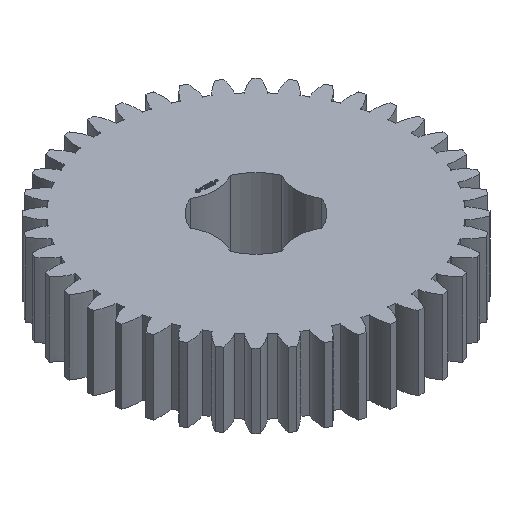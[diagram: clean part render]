
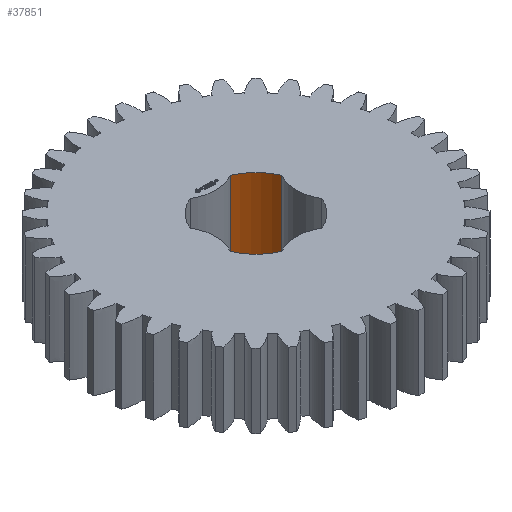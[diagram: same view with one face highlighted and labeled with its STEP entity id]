
A CAD part, isometric view. The second image highlights one B-rep face of the part: STEP entity #37851.
In plain terms, the highlighted cylindrical face has radius 6.35 mm (diameter 12.7 mm), a partial arc.
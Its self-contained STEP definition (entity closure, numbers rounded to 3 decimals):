
#93 = PLANE('',#94);
#94 = AXIS2_PLACEMENT_3D('',#95,#96,#97);
#95 = CARTESIAN_POINT('',(0.,0.,9.375)
  );
#96 = DIRECTION('',(0.,0.,1.));
#97 = DIRECTION('',(1.,0.,0.));
#168 = PLANE('',#169);
#169 = AXIS2_PLACEMENT_3D('',#170,#171,#172);
#170 = CARTESIAN_POINT('',(0.,0.,0.));
#171 = DIRECTION('',(0.,0.,1.));
#172 = DIRECTION('',(1.,0.,0.));
#11594 = VERTEX_POINT('',#11595);
#11595 = CARTESIAN_POINT('',(2.55,5.816,0.));
#11610 = CYLINDRICAL_SURFACE('',#11611,4.9);
#11611 = AXIS2_PLACEMENT_3D('',#11612,#11613,#11614);
#11612 = CARTESIAN_POINT('',(0.,10.,0.));
#11613 = DIRECTION('',(0.,-0.,-1.));
#11614 = DIRECTION('',(0.707,0.707,0.));
#11622 = EDGE_CURVE('',#11623,#11594,#11625,.T.);
#11623 = VERTEX_POINT('',#11624);
#11624 = CARTESIAN_POINT('',(5.816,2.55,0.));
#11625 = SURFACE_CURVE('',#11626,(#11631,#11638),.PCURVE_S1.);
#11626 = CIRCLE('',#11627,6.35);
#11627 = AXIS2_PLACEMENT_3D('',#11628,#11629,#11630);
#11628 = CARTESIAN_POINT('',(0.,0.,0.));
#11629 = DIRECTION('',(0.,-0.,1.));
#11630 = DIRECTION('',(0.707,0.707,0.));
#11631 = PCURVE('',#168,#11632);
#11632 = DEFINITIONAL_REPRESENTATION('',(#11633),#11637);
#11633 = CIRCLE('',#11634,6.35);
#11634 = AXIS2_PLACEMENT_2D('',#11635,#11636);
#11635 = CARTESIAN_POINT('',(0.,0.));
#11636 = DIRECTION('',(0.707,0.707));
#11637 = ( GEOMETRIC_REPRESENTATION_CONTEXT(2) 
PARAMETRIC_REPRESENTATION_CONTEXT() REPRESENTATION_CONTEXT('2D SPACE',''
  ) );
#11638 = PCURVE('',#11639,#11644);
#11639 = CYLINDRICAL_SURFACE('',#11640,6.35);
#11640 = AXIS2_PLACEMENT_3D('',#11641,#11642,#11643);
#11641 = CARTESIAN_POINT('',(0.,0.,0.));
#11642 = DIRECTION('',(0.,-0.,-1.));
#11643 = DIRECTION('',(0.707,0.707,0.));
#11644 = DEFINITIONAL_REPRESENTATION('',(#11645),#11649);
#11645 = LINE('',#11646,#11647);
#11646 = CARTESIAN_POINT('',(-0.,0.));
#11647 = VECTOR('',#11648,1.);
#11648 = DIRECTION('',(-1.,0.));
#11649 = ( GEOMETRIC_REPRESENTATION_CONTEXT(2) 
PARAMETRIC_REPRESENTATION_CONTEXT() REPRESENTATION_CONTEXT('2D SPACE',''
  ) );
#11668 = CYLINDRICAL_SURFACE('',#11669,4.9);
#11669 = AXIS2_PLACEMENT_3D('',#11670,#11671,#11672);
#11670 = CARTESIAN_POINT('',(10.,0.,0.));
#11671 = DIRECTION('',(0.,-0.,-1.));
#11672 = DIRECTION('',(0.707,0.707,0.));
#19930 = VERTEX_POINT('',#19931);
#19931 = CARTESIAN_POINT('',(2.55,5.816,9.375));
#19953 = EDGE_CURVE('',#19954,#19930,#19956,.T.);
#19954 = VERTEX_POINT('',#19955);
#19955 = CARTESIAN_POINT('',(5.816,2.55,9.375));
#19956 = SURFACE_CURVE('',#19957,(#19962,#19969),.PCURVE_S1.);
#19957 = CIRCLE('',#19958,6.35);
#19958 = AXIS2_PLACEMENT_3D('',#19959,#19960,#19961);
#19959 = CARTESIAN_POINT('',(0.,0.,9.375
    ));
#19960 = DIRECTION('',(0.,-0.,1.));
#19961 = DIRECTION('',(0.707,0.707,0.));
#19962 = PCURVE('',#93,#19963);
#19963 = DEFINITIONAL_REPRESENTATION('',(#19964),#19968);
#19964 = CIRCLE('',#19965,6.35);
#19965 = AXIS2_PLACEMENT_2D('',#19966,#19967);
#19966 = CARTESIAN_POINT('',(0.,0.));
#19967 = DIRECTION('',(0.707,0.707));
#19968 = ( GEOMETRIC_REPRESENTATION_CONTEXT(2) 
PARAMETRIC_REPRESENTATION_CONTEXT() REPRESENTATION_CONTEXT('2D SPACE',''
  ) );
#19969 = PCURVE('',#11639,#19970);
#19970 = DEFINITIONAL_REPRESENTATION('',(#19971),#19975);
#19971 = LINE('',#19972,#19973);
#19972 = CARTESIAN_POINT('',(-0.,-9.375));
#19973 = VECTOR('',#19974,1.);
#19974 = DIRECTION('',(-1.,0.));
#19975 = ( GEOMETRIC_REPRESENTATION_CONTEXT(2) 
PARAMETRIC_REPRESENTATION_CONTEXT() REPRESENTATION_CONTEXT('2D SPACE',''
  ) );
#37828 = EDGE_CURVE('',#11623,#19954,#37829,.T.);
#37829 = SURFACE_CURVE('',#37830,(#37834,#37841),.PCURVE_S1.);
#37830 = LINE('',#37831,#37832);
#37831 = CARTESIAN_POINT('',(5.816,2.55,0.));
#37832 = VECTOR('',#37833,1.);
#37833 = DIRECTION('',(0.,0.,1.));
#37834 = PCURVE('',#11668,#37835);
#37835 = DEFINITIONAL_REPRESENTATION('',(#37836),#37840);
#37836 = LINE('',#37837,#37838);
#37837 = CARTESIAN_POINT('',(-1.809,0.));
#37838 = VECTOR('',#37839,1.);
#37839 = DIRECTION('',(-0.,-1.));
#37840 = ( GEOMETRIC_REPRESENTATION_CONTEXT(2) 
PARAMETRIC_REPRESENTATION_CONTEXT() REPRESENTATION_CONTEXT('2D SPACE',''
  ) );
#37841 = PCURVE('',#11639,#37842);
#37842 = DEFINITIONAL_REPRESENTATION('',(#37843),#37847);
#37843 = LINE('',#37844,#37845);
#37844 = CARTESIAN_POINT('',(-5.911,0.));
#37845 = VECTOR('',#37846,1.);
#37846 = DIRECTION('',(-0.,-1.));
#37847 = ( GEOMETRIC_REPRESENTATION_CONTEXT(2) 
PARAMETRIC_REPRESENTATION_CONTEXT() REPRESENTATION_CONTEXT('2D SPACE',''
  ) );
#37851 = ADVANCED_FACE('',(#37852),#11639,.F.);
#37852 = FACE_BOUND('',#37853,.T.);
#37853 = EDGE_LOOP('',(#37854,#37855,#37856,#37877));
#37854 = ORIENTED_EDGE('',*,*,#37828,.T.);
#37855 = ORIENTED_EDGE('',*,*,#19953,.T.);
#37856 = ORIENTED_EDGE('',*,*,#37857,.F.);
#37857 = EDGE_CURVE('',#11594,#19930,#37858,.T.);
#37858 = SURFACE_CURVE('',#37859,(#37863,#37870),.PCURVE_S1.);
#37859 = LINE('',#37860,#37861);
#37860 = CARTESIAN_POINT('',(2.55,5.816,0.));
#37861 = VECTOR('',#37862,1.);
#37862 = DIRECTION('',(0.,0.,1.));
#37863 = PCURVE('',#11639,#37864);
#37864 = DEFINITIONAL_REPRESENTATION('',(#37865),#37869);
#37865 = LINE('',#37866,#37867);
#37866 = CARTESIAN_POINT('',(-6.655,0.));
#37867 = VECTOR('',#37868,1.);
#37868 = DIRECTION('',(-0.,-1.));
#37869 = ( GEOMETRIC_REPRESENTATION_CONTEXT(2) 
PARAMETRIC_REPRESENTATION_CONTEXT() REPRESENTATION_CONTEXT('2D SPACE',''
  ) );
#37870 = PCURVE('',#11610,#37871);
#37871 = DEFINITIONAL_REPRESENTATION('',(#37872),#37876);
#37872 = LINE('',#37873,#37874);
#37873 = CARTESIAN_POINT('',(-4.474,0.));
#37874 = VECTOR('',#37875,1.);
#37875 = DIRECTION('',(-0.,-1.));
#37876 = ( GEOMETRIC_REPRESENTATION_CONTEXT(2) 
PARAMETRIC_REPRESENTATION_CONTEXT() REPRESENTATION_CONTEXT('2D SPACE',''
  ) );
#37877 = ORIENTED_EDGE('',*,*,#11622,.F.);
